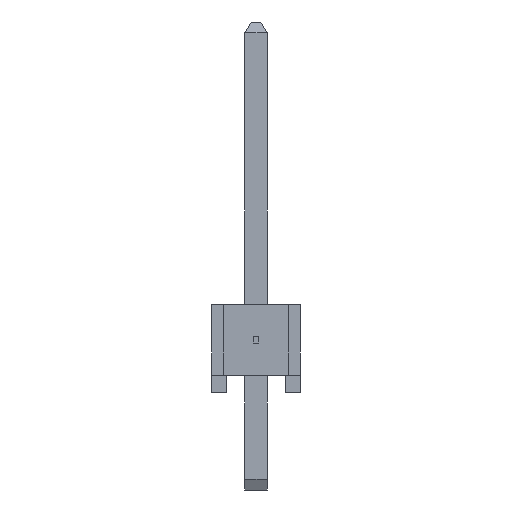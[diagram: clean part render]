
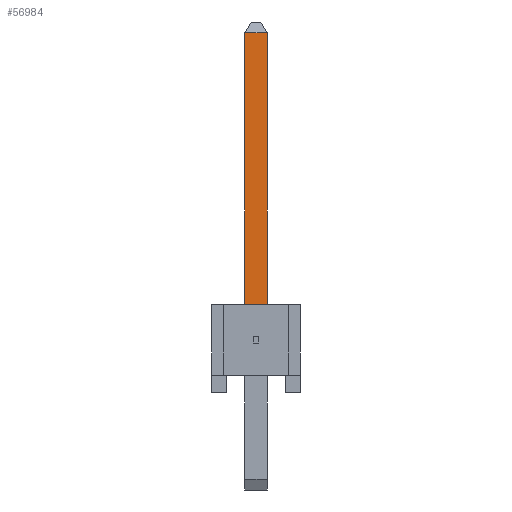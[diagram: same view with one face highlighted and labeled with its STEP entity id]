
A CAD part, left-side view. The second image highlights one B-rep face of the part: STEP entity #56984.
In plain terms, the highlighted planar face has unit normal (-1, 0, 0).
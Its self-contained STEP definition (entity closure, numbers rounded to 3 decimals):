
#56984 = ADVANCED_FACE('',(#56985),#57019,.F.);
#56985 = FACE_BOUND('',#56986,.T.);
#56986 = EDGE_LOOP('',(#56987,#56997,#57005,#57013));
#56987 = ORIENTED_EDGE('',*,*,#56988,.T.);
#56988 = EDGE_CURVE('',#56989,#56991,#56993,.T.);
#56989 = VERTEX_POINT('',#56990);
#56990 = CARTESIAN_POINT('',(-57.468,13.157,0.318));
#56991 = VERTEX_POINT('',#56992);
#56992 = CARTESIAN_POINT('',(-57.468,13.157,-0.318));
#56993 = LINE('',#56994,#56995);
#56994 = CARTESIAN_POINT('',(-57.468,13.157,2.54));
#56995 = VECTOR('',#56996,1.);
#56996 = DIRECTION('',(0.,0.,-1.));
#56997 = ORIENTED_EDGE('',*,*,#56998,.T.);
#56998 = EDGE_CURVE('',#56991,#56999,#57001,.T.);
#56999 = VERTEX_POINT('',#57000);
#57000 = CARTESIAN_POINT('',(-57.468,4.191,-0.318));
#57001 = LINE('',#57002,#57003);
#57002 = CARTESIAN_POINT('',(-57.468,13.462,-0.318));
#57003 = VECTOR('',#57004,1.);
#57004 = DIRECTION('',(0.,-1.,0.));
#57005 = ORIENTED_EDGE('',*,*,#57006,.F.);
#57006 = EDGE_CURVE('',#57007,#56999,#57009,.T.);
#57007 = VERTEX_POINT('',#57008);
#57008 = CARTESIAN_POINT('',(-57.468,4.191,0.318));
#57009 = LINE('',#57010,#57011);
#57010 = CARTESIAN_POINT('',(-57.468,4.191,0.318));
#57011 = VECTOR('',#57012,1.);
#57012 = DIRECTION('',(0.,0.,-1.));
#57013 = ORIENTED_EDGE('',*,*,#57014,.F.);
#57014 = EDGE_CURVE('',#56989,#57007,#57015,.T.);
#57015 = LINE('',#57016,#57017);
#57016 = CARTESIAN_POINT('',(-57.468,13.462,0.318));
#57017 = VECTOR('',#57018,1.);
#57018 = DIRECTION('',(0.,-1.,0.));
#57019 = PLANE('',#57020);
#57020 = AXIS2_PLACEMENT_3D('',#57021,#57022,#57023);
#57021 = CARTESIAN_POINT('',(-57.468,13.462,0.318));
#57022 = DIRECTION('',(1.,0.,0.));
#57023 = DIRECTION('',(0.,0.,-1.));
